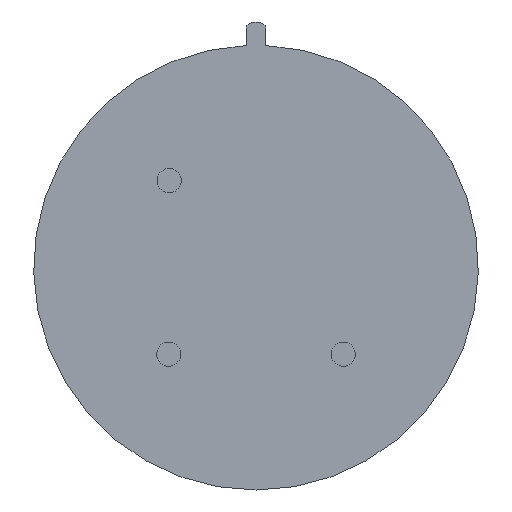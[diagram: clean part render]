
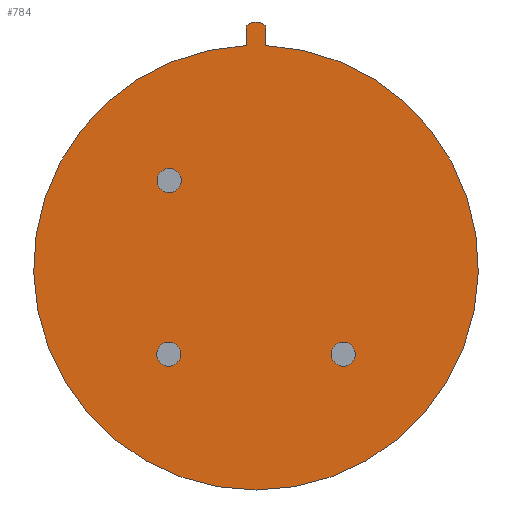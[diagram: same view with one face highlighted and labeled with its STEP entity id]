
A CAD part, front view. The second image highlights one B-rep face of the part: STEP entity #784.
In plain terms, the highlighted planar face has unit normal (0, -1, 0).
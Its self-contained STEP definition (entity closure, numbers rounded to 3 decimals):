
#44 = CIRCLE ( 'NONE', #763, 4.6 ) ;
#84 = DIRECTION ( 'NONE',  ( 0., -1., 0. ) ) ;
#85 = VERTEX_POINT ( 'NONE', #434 ) ;
#86 = PLANE ( 'NONE',  #920 ) ;
#89 = DIRECTION ( 'NONE',  ( 0., 1., 0. ) ) ;
#94 = AXIS2_PLACEMENT_3D ( 'NONE', #1018, #1515, #151 ) ;
#109 = DIRECTION ( 'NONE',  ( 0., 1., 0. ) ) ;
#114 = ORIENTED_EDGE ( 'NONE', *, *, #491, .F. ) ;
#126 = AXIS2_PLACEMENT_3D ( 'NONE', #1547, #466, #574 ) ;
#151 = DIRECTION ( 'NONE',  ( 0., 0., 1. ) ) ;
#172 = VECTOR ( 'NONE', #1427, 1000. ) ;
#174 = LINE ( 'NONE', #312, #1223 ) ;
#198 = VERTEX_POINT ( 'NONE', #256 ) ;
#200 = AXIS2_PLACEMENT_3D ( 'NONE', #560, #208, #949 ) ;
#204 = VERTEX_POINT ( 'NONE', #1474 ) ;
#208 = DIRECTION ( 'NONE',  ( 0., -1., 0. ) ) ;
#224 = DIRECTION ( 'NONE',  ( 0., -1., 0. ) ) ;
#256 = CARTESIAN_POINT ( 'NONE',  ( 0., 0., -4.6 ) ) ;
#275 = CIRCLE ( 'NONE', #200, 0.25 ) ;
#289 = ORIENTED_EDGE ( 'NONE', *, *, #444, .F. ) ;
#291 = CIRCLE ( 'NONE', #701, 0.25 ) ;
#292 = DIRECTION ( 'NONE',  ( 0., 0., 1. ) ) ;
#312 = CARTESIAN_POINT ( 'NONE',  ( -0.2, 0., 5. ) ) ;
#319 = DIRECTION ( 'NONE',  ( 0., 0., 1. ) ) ;
#346 = DIRECTION ( 'NONE',  ( 0., 0., 1. ) ) ;
#353 = EDGE_CURVE ( 'NONE', #1546, #1200, #174, .T. ) ;
#368 = EDGE_CURVE ( 'NONE', #198, #1200, #44, .T. ) ;
#379 = EDGE_CURVE ( 'NONE', #1426, #1041, #865, .T. ) ;
#407 = ORIENTED_EDGE ( 'NONE', *, *, #368, .F. ) ;
#434 = CARTESIAN_POINT ( 'NONE',  ( 1.807, 0., -2.041 ) ) ;
#444 = EDGE_CURVE ( 'NONE', #472, #1405, #473, .T. ) ;
#458 = AXIS2_PLACEMENT_3D ( 'NONE', #965, #224, #957 ) ;
#459 = AXIS2_PLACEMENT_3D ( 'NONE', #526, #1138, #292 ) ;
#466 = DIRECTION ( 'NONE',  ( 0., -1., 0. ) ) ;
#472 = VERTEX_POINT ( 'NONE', #1196 ) ;
#473 = LINE ( 'NONE', #1297, #172 ) ;
#491 = EDGE_CURVE ( 'NONE', #85, #204, #275, .T. ) ;
#504 = ORIENTED_EDGE ( 'NONE', *, *, #353, .T. ) ;
#516 = CARTESIAN_POINT ( 'NONE',  ( -0.2, 0., 5. ) ) ;
#526 = CARTESIAN_POINT ( 'NONE',  ( -1.797, 0., 1.8 ) ) ;
#556 = DIRECTION ( 'NONE',  ( 0., -1., 0. ) ) ;
#560 = CARTESIAN_POINT ( 'NONE',  ( 1.807, 0., -1.791 ) ) ;
#564 = ORIENTED_EDGE ( 'NONE', *, *, #1513, .F. ) ;
#570 = EDGE_CURVE ( 'NONE', #1546, #472, #1402, .T. ) ;
#574 = DIRECTION ( 'NONE',  ( 0., 0., 1. ) ) ;
#579 = FACE_OUTER_BOUND ( 'NONE', #1443, .T. ) ;
#580 = EDGE_CURVE ( 'NONE', #941, #633, #1505, .T. ) ;
#589 = CARTESIAN_POINT ( 'NONE',  ( -0.2, 0., 4.596 ) ) ;
#633 = VERTEX_POINT ( 'NONE', #1342 ) ;
#674 = DIRECTION ( 'NONE',  ( 0., 1., 0. ) ) ;
#679 = EDGE_CURVE ( 'NONE', #1041, #1426, #788, .T. ) ;
#687 = ORIENTED_EDGE ( 'NONE', *, *, #570, .F. ) ;
#701 = AXIS2_PLACEMENT_3D ( 'NONE', #1568, #84, #709 ) ;
#703 = EDGE_LOOP ( 'NONE', ( #1441, #1159 ) ) ;
#709 = DIRECTION ( 'NONE',  ( 0., 0., 1. ) ) ;
#757 = CIRCLE ( 'NONE', #94, 4.6 ) ;
#763 = AXIS2_PLACEMENT_3D ( 'NONE', #1436, #109, #346 ) ;
#784 = ADVANCED_FACE ( 'NONE', ( #1407, #1415, #1528, #579 ), #86, .F. ) ;
#788 = CIRCLE ( 'NONE', #459, 0.25 ) ;
#798 = DIRECTION ( 'NONE',  ( 0., 0., 1. ) ) ;
#819 = EDGE_LOOP ( 'NONE', ( #989, #114 ) ) ;
#865 = CIRCLE ( 'NONE', #458, 0.25 ) ;
#885 = AXIS2_PLACEMENT_3D ( 'NONE', #1511, #556, #1147 ) ;
#920 = AXIS2_PLACEMENT_3D ( 'NONE', #1545, #674, #798 ) ;
#941 = VERTEX_POINT ( 'NONE', #1012 ) ;
#949 = DIRECTION ( 'NONE',  ( 0., 0., 1. ) ) ;
#957 = DIRECTION ( 'NONE',  ( 0., 0., 1. ) ) ;
#965 = CARTESIAN_POINT ( 'NONE',  ( -1.797, 0., 1.8 ) ) ;
#974 = AXIS2_PLACEMENT_3D ( 'NONE', #1417, #89, #319 ) ;
#989 = ORIENTED_EDGE ( 'NONE', *, *, #1014, .F. ) ;
#1005 = ORIENTED_EDGE ( 'NONE', *, *, #379, .F. ) ;
#1012 = CARTESIAN_POINT ( 'NONE',  ( -1.807, 0., -1.541 ) ) ;
#1014 = EDGE_CURVE ( 'NONE', #204, #85, #291, .T. ) ;
#1018 = CARTESIAN_POINT ( 'NONE',  ( 0., 0., 0. ) ) ;
#1041 = VERTEX_POINT ( 'NONE', #1420 ) ;
#1138 = DIRECTION ( 'NONE',  ( 0., -1., 0. ) ) ;
#1146 = EDGE_LOOP ( 'NONE', ( #1296, #1005 ) ) ;
#1147 = DIRECTION ( 'NONE',  ( 0., 0., 1. ) ) ;
#1153 = CARTESIAN_POINT ( 'NONE',  ( 0.2, 0., 4.596 ) ) ;
#1159 = ORIENTED_EDGE ( 'NONE', *, *, #1447, .F. ) ;
#1165 = DIRECTION ( 'NONE',  ( 0., 0., -1. ) ) ;
#1196 = CARTESIAN_POINT ( 'NONE',  ( 0.2, 0., 5. ) ) ;
#1200 = VERTEX_POINT ( 'NONE', #589 ) ;
#1223 = VECTOR ( 'NONE', #1165, 1000. ) ;
#1296 = ORIENTED_EDGE ( 'NONE', *, *, #679, .F. ) ;
#1297 = CARTESIAN_POINT ( 'NONE',  ( 0.2, 0., 5. ) ) ;
#1342 = CARTESIAN_POINT ( 'NONE',  ( -1.807, 0., -2.041 ) ) ;
#1381 = CARTESIAN_POINT ( 'NONE',  ( -1.797, 0., 1.55 ) ) ;
#1402 = CIRCLE ( 'NONE', #974, 0.283 ) ;
#1405 = VERTEX_POINT ( 'NONE', #1153 ) ;
#1407 = FACE_BOUND ( 'NONE', #703, .T. ) ;
#1415 = FACE_BOUND ( 'NONE', #819, .T. ) ;
#1417 = CARTESIAN_POINT ( 'NONE',  ( 0., 0., 4.8 ) ) ;
#1420 = CARTESIAN_POINT ( 'NONE',  ( -1.797, 0., 2.05 ) ) ;
#1426 = VERTEX_POINT ( 'NONE', #1381 ) ;
#1427 = DIRECTION ( 'NONE',  ( 0., 0., -1. ) ) ;
#1436 = CARTESIAN_POINT ( 'NONE',  ( 0., 0., 0. ) ) ;
#1441 = ORIENTED_EDGE ( 'NONE', *, *, #580, .F. ) ;
#1443 = EDGE_LOOP ( 'NONE', ( #289, #687, #504, #407, #564 ) ) ;
#1447 = EDGE_CURVE ( 'NONE', #633, #941, #1578, .T. ) ;
#1474 = CARTESIAN_POINT ( 'NONE',  ( 1.807, 0., -1.541 ) ) ;
#1505 = CIRCLE ( 'NONE', #126, 0.25 ) ;
#1511 = CARTESIAN_POINT ( 'NONE',  ( -1.807, 0., -1.791 ) ) ;
#1513 = EDGE_CURVE ( 'NONE', #1405, #198, #757, .T. ) ;
#1515 = DIRECTION ( 'NONE',  ( 0., 1., 0. ) ) ;
#1528 = FACE_BOUND ( 'NONE', #1146, .T. ) ;
#1545 = CARTESIAN_POINT ( 'NONE',  ( 0., 0., 0. ) ) ;
#1546 = VERTEX_POINT ( 'NONE', #516 ) ;
#1547 = CARTESIAN_POINT ( 'NONE',  ( -1.807, 0., -1.791 ) ) ;
#1568 = CARTESIAN_POINT ( 'NONE',  ( 1.807, 0., -1.791 ) ) ;
#1578 = CIRCLE ( 'NONE', #885, 0.25 ) ;
